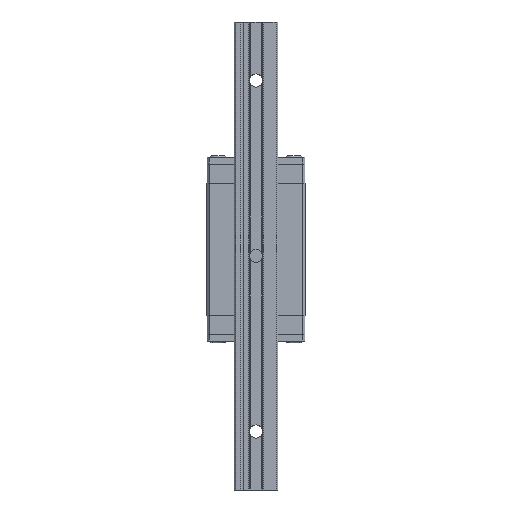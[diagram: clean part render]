
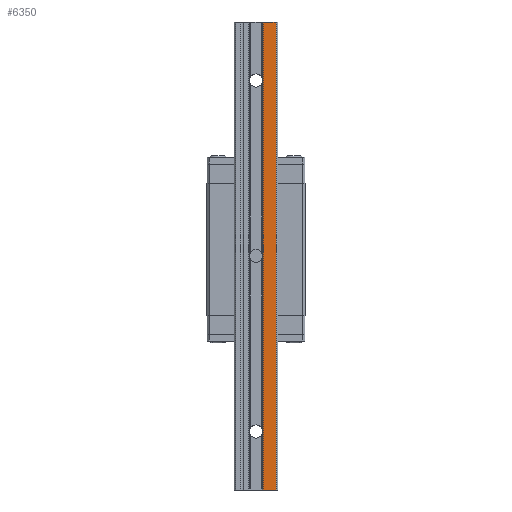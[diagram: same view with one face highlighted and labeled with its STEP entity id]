
A CAD part, front view. The second image highlights one B-rep face of the part: STEP entity #6350.
In plain terms, the highlighted planar face has unit normal (0, -1, 0).
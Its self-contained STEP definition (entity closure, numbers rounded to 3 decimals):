
#199 = VECTOR ( 'NONE', #4080, 1000. ) ;
#255 = CARTESIAN_POINT ( 'NONE',  ( 10., 0., -160. ) ) ;
#427 = EDGE_CURVE ( 'NONE', #4151, #8440, #485, .T. ) ;
#485 = LINE ( 'NONE', #7375, #5005 ) ;
#1178 = VECTOR ( 'NONE', #2046, 1000. ) ;
#2046 = DIRECTION ( 'NONE',  ( 0., 0., 1. ) ) ;
#2299 = EDGE_CURVE ( 'NONE', #8440, #3460, #4125, .T. ) ;
#2317 = PLANE ( 'NONE',  #6743 ) ;
#3086 = CARTESIAN_POINT ( 'NONE',  ( 14.4, 0., -160. ) ) ;
#3460 = VERTEX_POINT ( 'NONE', #4224 ) ;
#3590 = VERTEX_POINT ( 'NONE', #5575 ) ;
#4080 = DIRECTION ( 'NONE',  ( 0., 0., 1. ) ) ;
#4125 = LINE ( 'NONE', #3086, #1178 ) ;
#4151 = VERTEX_POINT ( 'NONE', #4504 ) ;
#4224 = CARTESIAN_POINT ( 'NONE',  ( 14.4, 0., 0. ) ) ;
#4341 = EDGE_CURVE ( 'NONE', #4151, #3590, #6078, .T. ) ;
#4504 = CARTESIAN_POINT ( 'NONE',  ( 10., 0., -160. ) ) ;
#4888 = ORIENTED_EDGE ( 'NONE', *, *, #427, .T. ) ;
#5005 = VECTOR ( 'NONE', #6370, 1000. ) ;
#5078 = CARTESIAN_POINT ( 'NONE',  ( 10., 0., -160. ) ) ;
#5481 = FACE_OUTER_BOUND ( 'NONE', #7263, .T. ) ;
#5575 = CARTESIAN_POINT ( 'NONE',  ( 10., 0., 0. ) ) ;
#5729 = DIRECTION ( 'NONE',  ( 1., 0., 0. ) ) ;
#6078 = LINE ( 'NONE', #5078, #199 ) ;
#6201 = ORIENTED_EDGE ( 'NONE', *, *, #4341, .F. ) ;
#6222 = ORIENTED_EDGE ( 'NONE', *, *, #2299, .T. ) ;
#6303 = VECTOR ( 'NONE', #5729, 1000. ) ;
#6350 = ADVANCED_FACE ( 'NONE', ( #5481 ), #2317, .T. ) ;
#6370 = DIRECTION ( 'NONE',  ( 1., 0., 0. ) ) ;
#6500 = EDGE_CURVE ( 'NONE', #3590, #3460, #7742, .T. ) ;
#6738 = CARTESIAN_POINT ( 'NONE',  ( 10., 0., 0. ) ) ;
#6743 = AXIS2_PLACEMENT_3D ( 'NONE', #255, #9155, #8150 ) ;
#7263 = EDGE_LOOP ( 'NONE', ( #8068, #6201, #4888, #6222 ) ) ;
#7375 = CARTESIAN_POINT ( 'NONE',  ( 10., 0., -160. ) ) ;
#7742 = LINE ( 'NONE', #6738, #6303 ) ;
#8068 = ORIENTED_EDGE ( 'NONE', *, *, #6500, .F. ) ;
#8150 = DIRECTION ( 'NONE',  ( 0., 0., -1. ) ) ;
#8440 = VERTEX_POINT ( 'NONE', #9804 ) ;
#9155 = DIRECTION ( 'NONE',  ( 0., -1., 0. ) ) ;
#9804 = CARTESIAN_POINT ( 'NONE',  ( 14.4, 0., -160. ) ) ;
